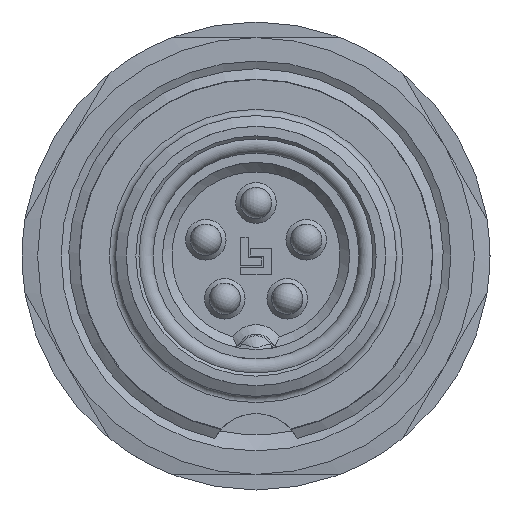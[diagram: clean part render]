
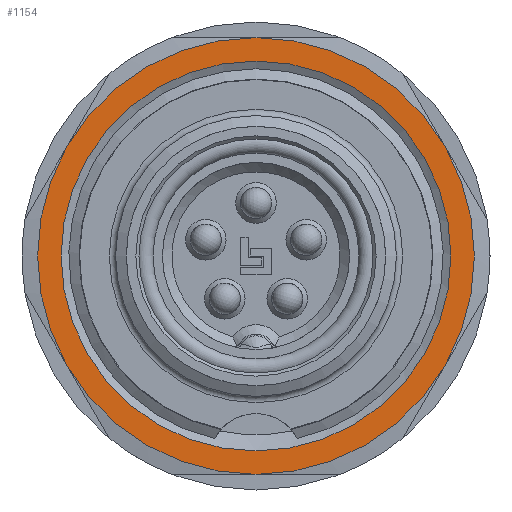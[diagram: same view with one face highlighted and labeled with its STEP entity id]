
A CAD part, left-side view. The second image highlights one B-rep face of the part: STEP entity #1154.
In plain terms, the highlighted planar face has unit normal (-1, 0, 0).
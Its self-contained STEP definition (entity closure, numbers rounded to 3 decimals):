
#458=PLANE('',#4144);
#1154=ADVANCED_FACE('',(#1372,#1373),#458,.T.);
#1372=FACE_BOUND('',#1668,.T.);
#1373=FACE_BOUND('',#1669,.T.);
#1668=EDGE_LOOP('',(#2612));
#1669=EDGE_LOOP('',(#2613,#2614,#2615,#2616,#2617,#2618));
#2612=ORIENTED_EDGE('',*,*,#3517,.T.);
#2613=ORIENTED_EDGE('',*,*,#3567,.T.);
#2614=ORIENTED_EDGE('',*,*,#3568,.T.);
#2615=ORIENTED_EDGE('',*,*,#3569,.T.);
#2616=ORIENTED_EDGE('',*,*,#3570,.T.);
#2617=ORIENTED_EDGE('',*,*,#3571,.T.);
#2618=ORIENTED_EDGE('',*,*,#3572,.T.);
#3041=VERTEX_POINT('',#6719);
#3068=VERTEX_POINT('',#6791);
#3070=VERTEX_POINT('',#6810);
#3072=VERTEX_POINT('',#6829);
#3074=VERTEX_POINT('',#6848);
#3076=VERTEX_POINT('',#6867);
#3078=VERTEX_POINT('',#6886);
#3517=EDGE_CURVE('',#3041,#3041,#3751,.T.);
#3567=EDGE_CURVE('',#3068,#3070,#3765,.T.);
#3568=EDGE_CURVE('',#3070,#3072,#3766,.T.);
#3569=EDGE_CURVE('',#3072,#3074,#3767,.T.);
#3570=EDGE_CURVE('',#3074,#3076,#3768,.T.);
#3571=EDGE_CURVE('',#3076,#3078,#3769,.T.);
#3572=EDGE_CURVE('',#3078,#3068,#3770,.T.);
#3751=CIRCLE('',#4110,6.249);
#3765=CIRCLE('',#4138,7.);
#3766=CIRCLE('',#4139,7.);
#3767=CIRCLE('',#4140,7.);
#3768=CIRCLE('',#4141,7.);
#3769=CIRCLE('',#4142,7.);
#3770=CIRCLE('',#4143,7.);
#4110=AXIS2_PLACEMENT_3D('',#6718,#5064,#5065);
#4138=AXIS2_PLACEMENT_3D('',#6892,#5132,#5133);
#4139=AXIS2_PLACEMENT_3D('',#6893,#5134,#5135);
#4140=AXIS2_PLACEMENT_3D('',#6894,#5136,#5137);
#4141=AXIS2_PLACEMENT_3D('',#6895,#5138,#5139);
#4142=AXIS2_PLACEMENT_3D('',#6896,#5140,#5141);
#4143=AXIS2_PLACEMENT_3D('',#6897,#5142,#5143);
#4144=AXIS2_PLACEMENT_3D('',#6898,#5144,#5145);
#5064=DIRECTION('',(1.,0.,0.));
#5065=DIRECTION('',(0.,0.,1.));
#5132=DIRECTION('',(-1.,0.,0.));
#5133=DIRECTION('',(0.,0.,1.));
#5134=DIRECTION('',(-1.,0.,0.));
#5135=DIRECTION('',(0.,0.,1.));
#5136=DIRECTION('',(-1.,0.,0.));
#5137=DIRECTION('',(0.,0.,1.));
#5138=DIRECTION('',(-1.,0.,0.));
#5139=DIRECTION('',(0.,0.,1.));
#5140=DIRECTION('',(-1.,0.,0.));
#5141=DIRECTION('',(0.,0.,1.));
#5142=DIRECTION('',(-1.,0.,0.));
#5143=DIRECTION('',(0.,0.,1.));
#5144=DIRECTION('',(-1.,0.,0.));
#5145=DIRECTION('',(0.,0.,1.));
#6718=CARTESIAN_POINT('',(9.5,0.,0.));
#6719=CARTESIAN_POINT('',(9.5,0.,6.249));
#6791=CARTESIAN_POINT('',(9.5,6.062,3.5));
#6810=CARTESIAN_POINT('',(9.5,6.062,-3.5));
#6829=CARTESIAN_POINT('',(9.5,0.,-7.));
#6848=CARTESIAN_POINT('',(9.5,-6.062,-3.5));
#6867=CARTESIAN_POINT('',(9.5,-6.062,3.5));
#6886=CARTESIAN_POINT('',(9.5,0.,7.));
#6892=CARTESIAN_POINT('',(9.5,0.,0.));
#6893=CARTESIAN_POINT('',(9.5,0.,0.));
#6894=CARTESIAN_POINT('',(9.5,0.,0.));
#6895=CARTESIAN_POINT('',(9.5,0.,0.));
#6896=CARTESIAN_POINT('',(9.5,0.,0.));
#6897=CARTESIAN_POINT('',(9.5,0.,0.));
#6898=CARTESIAN_POINT('',(9.5,0.,0.));
